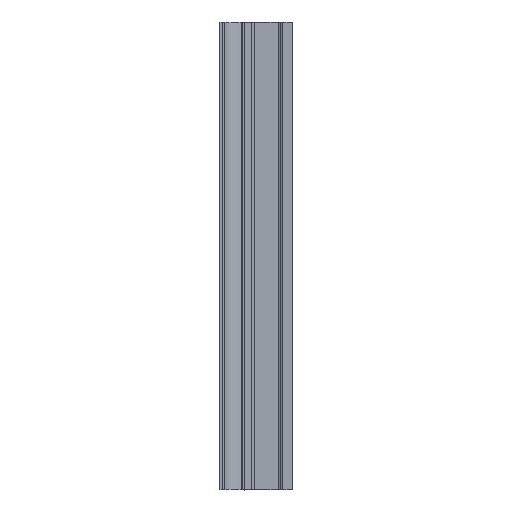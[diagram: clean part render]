
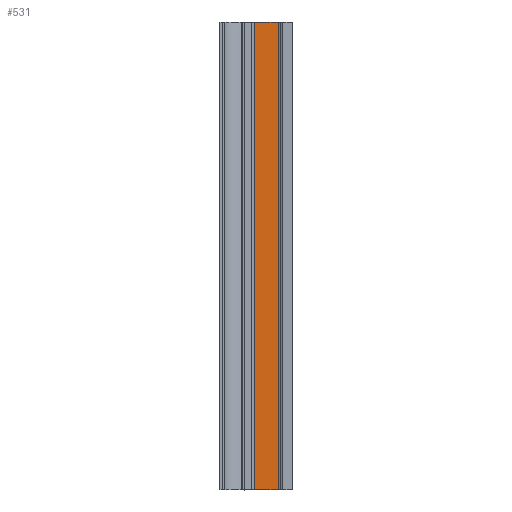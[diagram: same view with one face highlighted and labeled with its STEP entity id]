
A CAD part, top view. The second image highlights one B-rep face of the part: STEP entity #531.
In plain terms, the highlighted planar face has unit normal (0, 0, 1).
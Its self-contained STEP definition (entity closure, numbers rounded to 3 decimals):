
#40=FACE_OUTER_BOUND('',#68,.T.);
#68=EDGE_LOOP('',(#366,#367,#368,#369));
#101=LINE('',#782,#165);
#105=LINE('',#791,#169);
#106=LINE('',#793,#170);
#107=LINE('',#794,#171);
#165=VECTOR('',#628,10.);
#169=VECTOR('',#636,10.);
#170=VECTOR('',#637,10.);
#171=VECTOR('',#638,10.);
#226=VERTEX_POINT('',#778);
#227=VERTEX_POINT('',#780);
#230=VERTEX_POINT('',#790);
#231=VERTEX_POINT('',#792);
#281=EDGE_CURVE('',#226,#227,#101,.T.);
#285=EDGE_CURVE('',#230,#227,#105,.T.);
#286=EDGE_CURVE('',#231,#230,#106,.T.);
#287=EDGE_CURVE('',#226,#231,#107,.T.);
#366=ORIENTED_EDGE('',*,*,#281,.T.);
#367=ORIENTED_EDGE('',*,*,#285,.F.);
#368=ORIENTED_EDGE('',*,*,#286,.F.);
#369=ORIENTED_EDGE('',*,*,#287,.F.);
#510=PLANE('',#573);
#531=ADVANCED_FACE('',(#40),#510,.T.);
#573=AXIS2_PLACEMENT_3D('',#789,#634,#635);
#628=DIRECTION('',(0.,-1.,0.));
#634=DIRECTION('center_axis',(0.,0.,1.));
#635=DIRECTION('ref_axis',(-1.,0.,0.));
#636=DIRECTION('',(-1.,0.,0.));
#637=DIRECTION('',(0.,-1.,0.));
#638=DIRECTION('',(1.,0.,0.));
#778=CARTESIAN_POINT('',(73.363,210.541,-96.772));
#780=CARTESIAN_POINT('',(73.363,-249.209,-96.772));
#782=CARTESIAN_POINT('',(73.363,-106.959,-96.772));
#789=CARTESIAN_POINT('Origin',(96.598,-101.959,-96.772));
#790=CARTESIAN_POINT('',(96.598,-249.209,-96.772));
#791=CARTESIAN_POINT('',(85.692,-249.209,-96.772));
#792=CARTESIAN_POINT('',(96.598,210.541,-96.772));
#793=CARTESIAN_POINT('',(96.598,-101.959,-96.772));
#794=CARTESIAN_POINT('',(63.363,210.541,-96.772));
